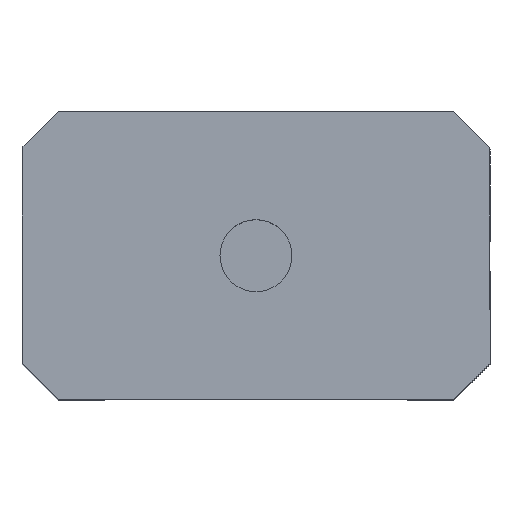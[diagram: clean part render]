
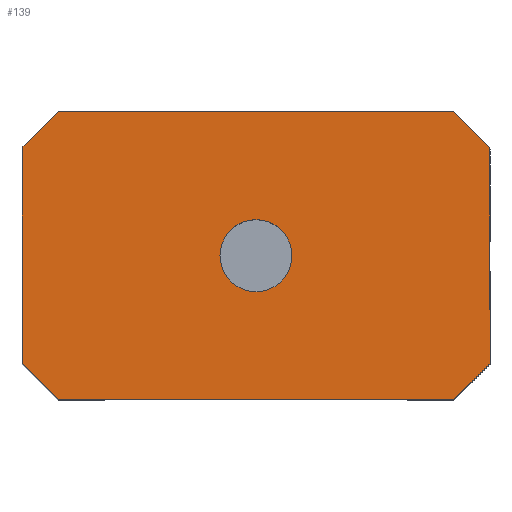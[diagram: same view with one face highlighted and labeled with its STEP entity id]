
A CAD part, top view. The second image highlights one B-rep face of the part: STEP entity #139.
In plain terms, the highlighted planar face has unit normal (0, 0, 1).
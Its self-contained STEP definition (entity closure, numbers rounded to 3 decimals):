
#27 = LINE ( 'NONE', #787, #726 ) ;
#30 = CARTESIAN_POINT ( 'NONE',  ( 0., 0., 17. ) ) ;
#38 = LINE ( 'NONE', #288, #72 ) ;
#42 = LINE ( 'NONE', #493, #631 ) ;
#43 = VECTOR ( 'NONE', #374, 1000. ) ;
#45 = PLANE ( 'NONE',  #120 ) ;
#65 = DIRECTION ( 'NONE',  ( 1., 0., 0. ) ) ;
#72 = VECTOR ( 'NONE', #542, 1000. ) ;
#120 = AXIS2_PLACEMENT_3D ( 'NONE', #30, #296, #549 ) ;
#122 = VERTEX_POINT ( 'NONE', #290 ) ;
#129 = CARTESIAN_POINT ( 'NONE',  ( 0., 35., 17. ) ) ;
#133 = VECTOR ( 'NONE', #759, 1000. ) ;
#139 = ADVANCED_FACE ( 'NONE', ( #544, #487 ), #45, .F. ) ;
#144 = ORIENTED_EDGE ( 'NONE', *, *, #366, .T. ) ;
#149 = DIRECTION ( 'NONE',  ( 1., 0., 0. ) ) ;
#161 = LINE ( 'NONE', #245, #416 ) ;
#167 = CARTESIAN_POINT ( 'NONE',  ( 5., 40., 17. ) ) ;
#200 = LINE ( 'NONE', #566, #43 ) ;
#218 = ORIENTED_EDGE ( 'NONE', *, *, #668, .T. ) ;
#241 = ORIENTED_EDGE ( 'NONE', *, *, #317, .T. ) ;
#245 = CARTESIAN_POINT ( 'NONE',  ( 0., 0., 17. ) ) ;
#252 = LINE ( 'NONE', #129, #133 ) ;
#256 = VERTEX_POINT ( 'NONE', #351 ) ;
#283 = VERTEX_POINT ( 'NONE', #167 ) ;
#288 = CARTESIAN_POINT ( 'NONE',  ( 60., 40., 17. ) ) ;
#290 = CARTESIAN_POINT ( 'NONE',  ( 0., 5., 17. ) ) ;
#292 = CARTESIAN_POINT ( 'NONE',  ( 32.5, 20., 17. ) ) ;
#296 = DIRECTION ( 'NONE',  ( 0., 0., -1. ) ) ;
#310 = EDGE_CURVE ( 'NONE', #122, #392, #161, .T. ) ;
#317 = EDGE_CURVE ( 'NONE', #256, #341, #42, .T. ) ;
#341 = VERTEX_POINT ( 'NONE', #748 ) ;
#346 = ORIENTED_EDGE ( 'NONE', *, *, #446, .F. ) ;
#351 = CARTESIAN_POINT ( 'NONE',  ( 60., 0., 17. ) ) ;
#361 = CIRCLE ( 'NONE', #796, 5. ) ;
#366 = EDGE_CURVE ( 'NONE', #449, #641, #38, .T. ) ;
#374 = DIRECTION ( 'NONE',  ( 1., 0., 0. ) ) ;
#391 = DIRECTION ( 'NONE',  ( 0.707, -0.707, 0. ) ) ;
#392 = VERTEX_POINT ( 'NONE', #683 ) ;
#412 = DIRECTION ( 'NONE',  ( 0., 1., 0. ) ) ;
#413 = ORIENTED_EDGE ( 'NONE', *, *, #625, .F. ) ;
#416 = VECTOR ( 'NONE', #412, 1000. ) ;
#427 = LINE ( 'NONE', #634, #502 ) ;
#433 = ORIENTED_EDGE ( 'NONE', *, *, #603, .T. ) ;
#440 = CARTESIAN_POINT ( 'NONE',  ( 27.5, 20., 17. ) ) ;
#444 = CIRCLE ( 'NONE', #545, 5. ) ;
#446 = EDGE_CURVE ( 'NONE', #283, #641, #427, .T. ) ;
#449 = VERTEX_POINT ( 'NONE', #565 ) ;
#467 = EDGE_CURVE ( 'NONE', #283, #392, #252, .T. ) ;
#473 = CARTESIAN_POINT ( 'NONE',  ( 32.5, 20., 17. ) ) ;
#478 = CARTESIAN_POINT ( 'NONE',  ( 37.5, 20., 17. ) ) ;
#480 = ORIENTED_EDGE ( 'NONE', *, *, #571, .T. ) ;
#487 = FACE_OUTER_BOUND ( 'NONE', #606, .T. ) ;
#493 = CARTESIAN_POINT ( 'NONE',  ( 65., 5., 17. ) ) ;
#497 = VERTEX_POINT ( 'NONE', #629 ) ;
#502 = VECTOR ( 'NONE', #65, 1000. ) ;
#530 = DIRECTION ( 'NONE',  ( 0., 1., 0. ) ) ;
#539 = LINE ( 'NONE', #651, #674 ) ;
#542 = DIRECTION ( 'NONE',  ( -0.707, 0.707, 0. ) ) ;
#543 = EDGE_LOOP ( 'NONE', ( #413, #718 ) ) ;
#544 = FACE_BOUND ( 'NONE', #543, .T. ) ;
#545 = AXIS2_PLACEMENT_3D ( 'NONE', #473, #801, #715 ) ;
#548 = VERTEX_POINT ( 'NONE', #478 ) ;
#549 = DIRECTION ( 'NONE',  ( -1., 0., 0. ) ) ;
#565 = CARTESIAN_POINT ( 'NONE',  ( 65., 35., 17. ) ) ;
#566 = CARTESIAN_POINT ( 'NONE',  ( 0., 0., 17. ) ) ;
#571 = EDGE_CURVE ( 'NONE', #341, #449, #27, .T. ) ;
#581 = EDGE_CURVE ( 'NONE', #717, #548, #361, .T. ) ;
#589 = CARTESIAN_POINT ( 'NONE',  ( 60., 40., 17. ) ) ;
#603 = EDGE_CURVE ( 'NONE', #122, #497, #539, .T. ) ;
#606 = EDGE_LOOP ( 'NONE', ( #346, #775, #756, #433, #218, #241, #480, #144 ) ) ;
#625 = EDGE_CURVE ( 'NONE', #548, #717, #444, .T. ) ;
#629 = CARTESIAN_POINT ( 'NONE',  ( 5., 0., 17. ) ) ;
#631 = VECTOR ( 'NONE', #665, 1000. ) ;
#634 = CARTESIAN_POINT ( 'NONE',  ( 0., 40., 17. ) ) ;
#641 = VERTEX_POINT ( 'NONE', #589 ) ;
#651 = CARTESIAN_POINT ( 'NONE',  ( 5., 0., 17. ) ) ;
#665 = DIRECTION ( 'NONE',  ( 0.707, 0.707, 0. ) ) ;
#668 = EDGE_CURVE ( 'NONE', #497, #256, #200, .T. ) ;
#674 = VECTOR ( 'NONE', #391, 1000. ) ;
#683 = CARTESIAN_POINT ( 'NONE',  ( 0., 35., 17. ) ) ;
#715 = DIRECTION ( 'NONE',  ( 1., 0., 0. ) ) ;
#717 = VERTEX_POINT ( 'NONE', #440 ) ;
#718 = ORIENTED_EDGE ( 'NONE', *, *, #581, .F. ) ;
#723 = DIRECTION ( 'NONE',  ( 0., 0., 1. ) ) ;
#726 = VECTOR ( 'NONE', #530, 1000. ) ;
#748 = CARTESIAN_POINT ( 'NONE',  ( 65., 5., 17. ) ) ;
#756 = ORIENTED_EDGE ( 'NONE', *, *, #310, .F. ) ;
#759 = DIRECTION ( 'NONE',  ( -0.707, -0.707, 0. ) ) ;
#775 = ORIENTED_EDGE ( 'NONE', *, *, #467, .T. ) ;
#787 = CARTESIAN_POINT ( 'NONE',  ( 65., 0., 17. ) ) ;
#796 = AXIS2_PLACEMENT_3D ( 'NONE', #292, #723, #149 ) ;
#801 = DIRECTION ( 'NONE',  ( 0., 0., 1. ) ) ;
